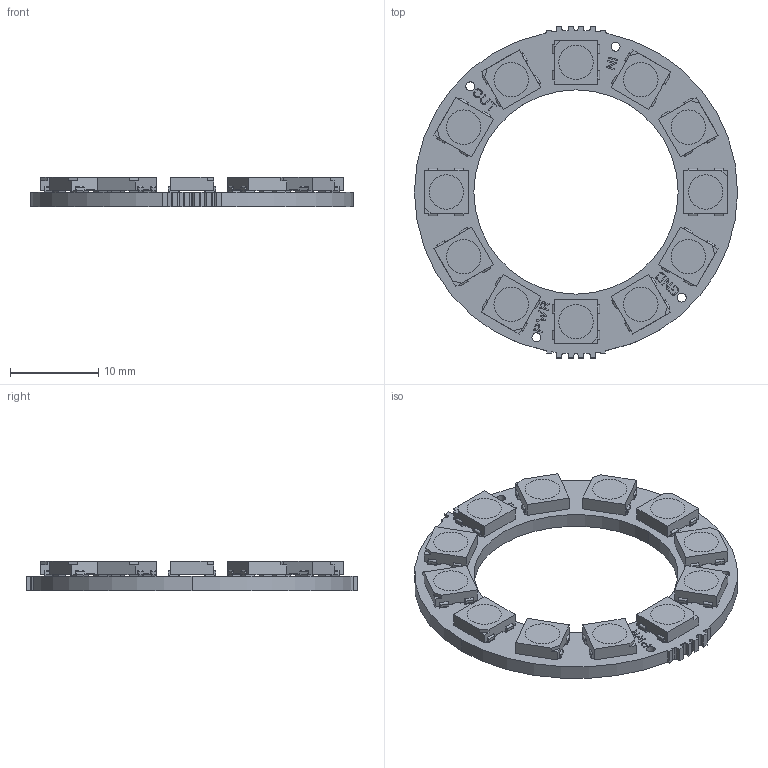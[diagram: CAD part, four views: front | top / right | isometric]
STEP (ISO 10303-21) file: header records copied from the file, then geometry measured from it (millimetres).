
FILE_DESCRIPTION (( 'STEP AP214' ), '1' );
FILE_NAME ('Neopixel Ring 12x.STEP', '2023-02-25T15:47:56', ( '' ), ( '' ), 'SwSTEP 2.0', 'SolidWorks 2023', '' );
FILE_SCHEMA (( 'AUTOMOTIVE_DESIGN' ));
Length unit declared in the file: millimetre
Products named in the file (1): Neopixel Ring 12x_Predeterminado
Bounding box: 36.7 x 37.7 x 3.31 mm (x, y, z)
Surface area: 2809.5 mm2 (no closed solid volume)
Topology: 0 solids, 25 shells, 826 faces, 2480 edges, 1731 vertices
Faces by surface type: plane 590, cylinder 212, cone 24
Entity records: 37833 total; most frequent: CARTESIAN_POINT 5464, ORIENTED_EDGE 4936, DIRECTION 4805, EDGE_CURVE 2480, VERTEX_POINT 1731, VECTOR 1727, LINE 1727, AXIS2_PLACEMENT_3D 1539
